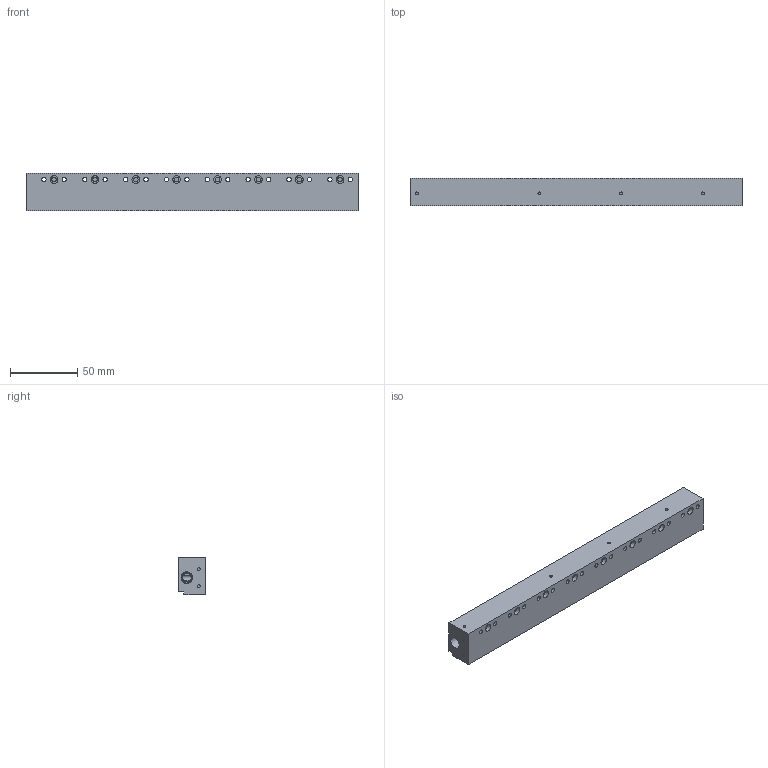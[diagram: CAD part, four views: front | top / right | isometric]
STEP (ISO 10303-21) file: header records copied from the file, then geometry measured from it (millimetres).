
FILE_DESCRIPTION(/* description */ (''),/* implementation_level */ '2;1');
FILE_NAME(/* name */ 'main_manifold_8v_v02.stp',/* time_stamp */ '2023-05-02T18:17:46-04:00',/* author */ ('SB13FLLT004'),/* organization */ (''),/* preprocessor_version */ 'ST-DEVELOPER v18.1',/* originating_system */ 'Autodesk Inventor 2022',/* authorisation */ '');
FILE_SCHEMA (('AUTOMOTIVE_DESIGN { 1 0 10303 214 3 1 1 }'));
Length unit declared in the file: inch
Products named in the file (1): main_manifold_8v_v02
Bounding box: 247.65 x 20.32 x 27.94 mm (x, y, z)
Volume: 119932.4 mm3; surface area: 39595.5 mm2
Topology: 1 solids, 1 shells, 244 faces, 478 edges, 310 vertices
Faces by surface type: cylinder 136, plane 107, cone 1
Full cylindrical faces by diameter (mm): 2.156 x38, 3.277 x16, 3.454 x24, 5.563 x16, 5.715 x8, 6.223 x16, 6.35 x1, 7.95 x1
Entity records: 6568 total; most frequent: DIRECTION 1253, CARTESIAN_POINT 1068, ORIENTED_EDGE 956, AXIS2_PLACEMENT_3D 533, EDGE_CURVE 478, EDGE_LOOP 384, VERTEX_POINT 310, CIRCLE 264
